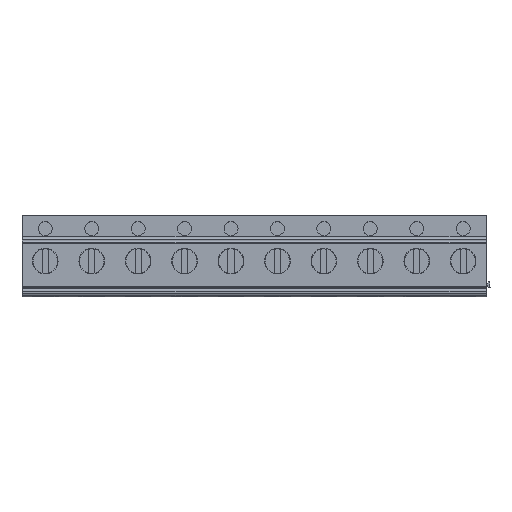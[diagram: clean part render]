
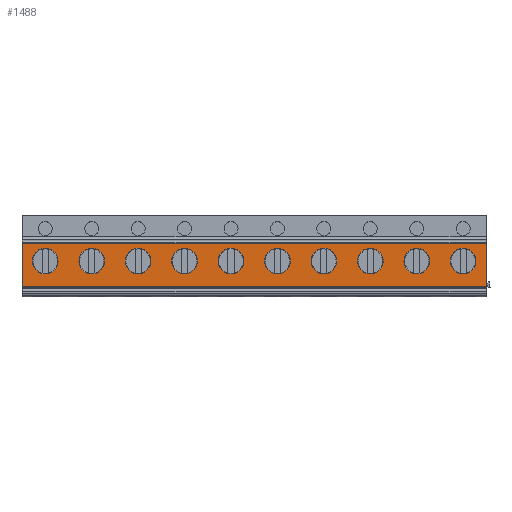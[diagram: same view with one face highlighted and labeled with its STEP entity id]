
A CAD part, top view. The second image highlights one B-rep face of the part: STEP entity #1488.
In plain terms, the highlighted planar face has unit normal (0, 0, 1).
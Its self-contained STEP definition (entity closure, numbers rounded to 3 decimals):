
#1288=AXIS2_PLACEMENT_3D('Plane Axis2P3D',#1285,#1286,#1287) ;
#1310=AXIS2_PLACEMENT_3D('Circle Axis2P3D',#1308,#1309,$) ;
#1319=AXIS2_PLACEMENT_3D('Circle Axis2P3D',#1317,#1318,$) ;
#1328=AXIS2_PLACEMENT_3D('Circle Axis2P3D',#1326,#1327,$) ;
#1337=AXIS2_PLACEMENT_3D('Circle Axis2P3D',#1335,#1336,$) ;
#1346=AXIS2_PLACEMENT_3D('Circle Axis2P3D',#1344,#1345,$) ;
#1355=AXIS2_PLACEMENT_3D('Circle Axis2P3D',#1353,#1354,$) ;
#1364=AXIS2_PLACEMENT_3D('Circle Axis2P3D',#1362,#1363,$) ;
#1373=AXIS2_PLACEMENT_3D('Circle Axis2P3D',#1371,#1372,$) ;
#1382=AXIS2_PLACEMENT_3D('Circle Axis2P3D',#1380,#1381,$) ;
#1391=AXIS2_PLACEMENT_3D('Circle Axis2P3D',#1389,#1390,$) ;
#1400=AXIS2_PLACEMENT_3D('Circle Axis2P3D',#1398,#1399,$) ;
#1409=AXIS2_PLACEMENT_3D('Circle Axis2P3D',#1407,#1408,$) ;
#1418=AXIS2_PLACEMENT_3D('Circle Axis2P3D',#1416,#1417,$) ;
#1427=AXIS2_PLACEMENT_3D('Circle Axis2P3D',#1425,#1426,$) ;
#1436=AXIS2_PLACEMENT_3D('Circle Axis2P3D',#1434,#1435,$) ;
#1445=AXIS2_PLACEMENT_3D('Circle Axis2P3D',#1443,#1444,$) ;
#1454=AXIS2_PLACEMENT_3D('Circle Axis2P3D',#1452,#1453,$) ;
#1463=AXIS2_PLACEMENT_3D('Circle Axis2P3D',#1461,#1462,$) ;
#1472=AXIS2_PLACEMENT_3D('Circle Axis2P3D',#1470,#1471,$) ;
#1481=AXIS2_PLACEMENT_3D('Circle Axis2P3D',#1479,#1480,$) ;
#798=CARTESIAN_POINT('Vertex',(0.,1.648,20.2)) ;
#801=CARTESIAN_POINT('Line Origine',(0.,5.182,20.2)) ;
#805=CARTESIAN_POINT('Vertex',(0.,8.716,20.2)) ;
#1265=CARTESIAN_POINT('Line Origine',(38.1,8.716,20.2)) ;
#1269=CARTESIAN_POINT('Vertex',(76.2,8.716,20.2)) ;
#1285=CARTESIAN_POINT('Axis2P3D Location',(30.48,8.716,20.2)) ;
#1290=CARTESIAN_POINT('Line Origine',(38.1,1.648,20.2)) ;
#1294=CARTESIAN_POINT('Vertex',(76.2,1.648,20.2)) ;
#1297=CARTESIAN_POINT('Line Origine',(76.2,5.182,20.2)) ;
#1308=CARTESIAN_POINT('Axis2P3D Location',(11.44,5.85,20.2)) ;
#1312=CARTESIAN_POINT('Vertex',(11.44,3.75,20.2)) ;
#1314=CARTESIAN_POINT('Vertex',(11.44,7.95,20.2)) ;
#1317=CARTESIAN_POINT('Axis2P3D Location',(11.44,5.85,20.2)) ;
#1326=CARTESIAN_POINT('Axis2P3D Location',(64.78,5.85,20.2)) ;
#1330=CARTESIAN_POINT('Vertex',(64.78,7.95,20.2)) ;
#1332=CARTESIAN_POINT('Vertex',(64.78,3.75,20.2)) ;
#1335=CARTESIAN_POINT('Axis2P3D Location',(64.78,5.85,20.2)) ;
#1344=CARTESIAN_POINT('Axis2P3D Location',(72.4,5.85,20.2)) ;
#1348=CARTESIAN_POINT('Vertex',(72.4,3.75,20.2)) ;
#1350=CARTESIAN_POINT('Vertex',(72.4,7.95,20.2)) ;
#1353=CARTESIAN_POINT('Axis2P3D Location',(72.4,5.85,20.2)) ;
#1362=CARTESIAN_POINT('Axis2P3D Location',(3.82,5.85,20.2)) ;
#1366=CARTESIAN_POINT('Vertex',(3.82,7.95,20.2)) ;
#1368=CARTESIAN_POINT('Vertex',(3.82,3.75,20.2)) ;
#1371=CARTESIAN_POINT('Axis2P3D Location',(3.82,5.85,20.2)) ;
#1380=CARTESIAN_POINT('Axis2P3D Location',(26.68,5.85,20.2)) ;
#1384=CARTESIAN_POINT('Vertex',(26.68,7.95,20.2)) ;
#1386=CARTESIAN_POINT('Vertex',(26.68,3.75,20.2)) ;
#1389=CARTESIAN_POINT('Axis2P3D Location',(26.68,5.85,20.2)) ;
#1398=CARTESIAN_POINT('Axis2P3D Location',(34.3,5.85,20.2)) ;
#1402=CARTESIAN_POINT('Vertex',(34.3,3.75,20.2)) ;
#1404=CARTESIAN_POINT('Vertex',(34.3,7.95,20.2)) ;
#1407=CARTESIAN_POINT('Axis2P3D Location',(34.3,5.85,20.2)) ;
#1416=CARTESIAN_POINT('Axis2P3D Location',(49.54,5.85,20.2)) ;
#1420=CARTESIAN_POINT('Vertex',(49.54,3.75,20.2)) ;
#1422=CARTESIAN_POINT('Vertex',(49.54,7.95,20.2)) ;
#1425=CARTESIAN_POINT('Axis2P3D Location',(49.54,5.85,20.2)) ;
#1434=CARTESIAN_POINT('Axis2P3D Location',(19.06,5.85,20.2)) ;
#1438=CARTESIAN_POINT('Vertex',(19.06,7.95,20.2)) ;
#1440=CARTESIAN_POINT('Vertex',(19.06,3.75,20.2)) ;
#1443=CARTESIAN_POINT('Axis2P3D Location',(19.06,5.85,20.2)) ;
#1452=CARTESIAN_POINT('Axis2P3D Location',(41.92,5.85,20.2)) ;
#1456=CARTESIAN_POINT('Vertex',(41.92,3.75,20.2)) ;
#1458=CARTESIAN_POINT('Vertex',(41.92,7.95,20.2)) ;
#1461=CARTESIAN_POINT('Axis2P3D Location',(41.92,5.85,20.2)) ;
#1470=CARTESIAN_POINT('Axis2P3D Location',(57.16,5.85,20.2)) ;
#1474=CARTESIAN_POINT('Vertex',(57.16,7.95,20.2)) ;
#1476=CARTESIAN_POINT('Vertex',(57.16,3.75,20.2)) ;
#1479=CARTESIAN_POINT('Axis2P3D Location',(57.16,5.85,20.2)) ;
#802=DIRECTION('Vector Direction',(0.,-1.,0.)) ;
#1266=DIRECTION('Vector Direction',(1.,0.,0.)) ;
#1286=DIRECTION('Axis2P3D Direction',(-0.,0.,1.)) ;
#1287=DIRECTION('Axis2P3D XDirection',(0.,-1.,0.)) ;
#1291=DIRECTION('Vector Direction',(1.,0.,0.)) ;
#1298=DIRECTION('Vector Direction',(0.,-1.,0.)) ;
#1309=DIRECTION('Axis2P3D Direction',(-0.,0.,1.)) ;
#1318=DIRECTION('Axis2P3D Direction',(-0.,0.,1.)) ;
#1327=DIRECTION('Axis2P3D Direction',(-0.,0.,1.)) ;
#1336=DIRECTION('Axis2P3D Direction',(-0.,0.,1.)) ;
#1345=DIRECTION('Axis2P3D Direction',(-0.,0.,1.)) ;
#1354=DIRECTION('Axis2P3D Direction',(-0.,0.,1.)) ;
#1363=DIRECTION('Axis2P3D Direction',(-0.,0.,1.)) ;
#1372=DIRECTION('Axis2P3D Direction',(-0.,0.,1.)) ;
#1381=DIRECTION('Axis2P3D Direction',(-0.,0.,1.)) ;
#1390=DIRECTION('Axis2P3D Direction',(-0.,0.,1.)) ;
#1399=DIRECTION('Axis2P3D Direction',(-0.,0.,1.)) ;
#1408=DIRECTION('Axis2P3D Direction',(-0.,0.,1.)) ;
#1417=DIRECTION('Axis2P3D Direction',(-0.,0.,1.)) ;
#1426=DIRECTION('Axis2P3D Direction',(-0.,0.,1.)) ;
#1435=DIRECTION('Axis2P3D Direction',(-0.,0.,1.)) ;
#1444=DIRECTION('Axis2P3D Direction',(-0.,0.,1.)) ;
#1453=DIRECTION('Axis2P3D Direction',(-0.,0.,1.)) ;
#1462=DIRECTION('Axis2P3D Direction',(-0.,0.,1.)) ;
#1471=DIRECTION('Axis2P3D Direction',(-0.,0.,1.)) ;
#1480=DIRECTION('Axis2P3D Direction',(-0.,0.,1.)) ;
#803=VECTOR('Line Direction',#802,1.) ;
#1267=VECTOR('Line Direction',#1266,1.) ;
#1292=VECTOR('Line Direction',#1291,1.) ;
#1299=VECTOR('Line Direction',#1298,1.) ;
#1303=ORIENTED_EDGE('',*,*,#1296,.T.) ;
#1304=ORIENTED_EDGE('',*,*,#1301,.T.) ;
#1305=ORIENTED_EDGE('',*,*,#1271,.F.) ;
#1306=ORIENTED_EDGE('',*,*,#807,.F.) ;
#1323=ORIENTED_EDGE('',*,*,#1316,.F.) ;
#1324=ORIENTED_EDGE('',*,*,#1321,.F.) ;
#1341=ORIENTED_EDGE('',*,*,#1334,.F.) ;
#1342=ORIENTED_EDGE('',*,*,#1339,.F.) ;
#1359=ORIENTED_EDGE('',*,*,#1352,.F.) ;
#1360=ORIENTED_EDGE('',*,*,#1357,.F.) ;
#1377=ORIENTED_EDGE('',*,*,#1370,.F.) ;
#1378=ORIENTED_EDGE('',*,*,#1375,.F.) ;
#1395=ORIENTED_EDGE('',*,*,#1388,.F.) ;
#1396=ORIENTED_EDGE('',*,*,#1393,.F.) ;
#1413=ORIENTED_EDGE('',*,*,#1406,.F.) ;
#1414=ORIENTED_EDGE('',*,*,#1411,.F.) ;
#1431=ORIENTED_EDGE('',*,*,#1424,.F.) ;
#1432=ORIENTED_EDGE('',*,*,#1429,.F.) ;
#1449=ORIENTED_EDGE('',*,*,#1442,.F.) ;
#1450=ORIENTED_EDGE('',*,*,#1447,.F.) ;
#1467=ORIENTED_EDGE('',*,*,#1460,.F.) ;
#1468=ORIENTED_EDGE('',*,*,#1465,.F.) ;
#1485=ORIENTED_EDGE('',*,*,#1478,.F.) ;
#1486=ORIENTED_EDGE('',*,*,#1483,.F.) ;
#1325=FACE_BOUND('',#1322,.T.) ;
#1343=FACE_BOUND('',#1340,.T.) ;
#1361=FACE_BOUND('',#1358,.T.) ;
#1379=FACE_BOUND('',#1376,.T.) ;
#1397=FACE_BOUND('',#1394,.T.) ;
#1415=FACE_BOUND('',#1412,.T.) ;
#1433=FACE_BOUND('',#1430,.T.) ;
#1451=FACE_BOUND('',#1448,.T.) ;
#1469=FACE_BOUND('',#1466,.T.) ;
#1487=FACE_BOUND('',#1484,.T.) ;
#1488=ADVANCED_FACE('HOUSING',(#1307,#1325,#1343,#1361,#1379,#1397,#1415,#1433,#1451,#1469,#1487),#1289,.T.) ;
#1311=CIRCLE('generated circle',#1310,2.1) ;
#1320=CIRCLE('generated circle',#1319,2.1) ;
#1329=CIRCLE('generated circle',#1328,2.1) ;
#1338=CIRCLE('generated circle',#1337,2.1) ;
#1347=CIRCLE('generated circle',#1346,2.1) ;
#1356=CIRCLE('generated circle',#1355,2.1) ;
#1365=CIRCLE('generated circle',#1364,2.1) ;
#1374=CIRCLE('generated circle',#1373,2.1) ;
#1383=CIRCLE('generated circle',#1382,2.1) ;
#1392=CIRCLE('generated circle',#1391,2.1) ;
#1401=CIRCLE('generated circle',#1400,2.1) ;
#1410=CIRCLE('generated circle',#1409,2.1) ;
#1419=CIRCLE('generated circle',#1418,2.1) ;
#1428=CIRCLE('generated circle',#1427,2.1) ;
#1437=CIRCLE('generated circle',#1436,2.1) ;
#1446=CIRCLE('generated circle',#1445,2.1) ;
#1455=CIRCLE('generated circle',#1454,2.1) ;
#1464=CIRCLE('generated circle',#1463,2.1) ;
#1473=CIRCLE('generated circle',#1472,2.1) ;
#1482=CIRCLE('generated circle',#1481,2.1) ;
#807=EDGE_CURVE('',#799,#806,#804,.F.) ;
#1271=EDGE_CURVE('',#806,#1270,#1268,.T.) ;
#1296=EDGE_CURVE('',#799,#1295,#1293,.T.) ;
#1301=EDGE_CURVE('',#1295,#1270,#1300,.F.) ;
#1316=EDGE_CURVE('',#1313,#1315,#1311,.T.) ;
#1321=EDGE_CURVE('',#1315,#1313,#1320,.T.) ;
#1334=EDGE_CURVE('',#1331,#1333,#1329,.T.) ;
#1339=EDGE_CURVE('',#1333,#1331,#1338,.T.) ;
#1352=EDGE_CURVE('',#1349,#1351,#1347,.T.) ;
#1357=EDGE_CURVE('',#1351,#1349,#1356,.T.) ;
#1370=EDGE_CURVE('',#1367,#1369,#1365,.T.) ;
#1375=EDGE_CURVE('',#1369,#1367,#1374,.T.) ;
#1388=EDGE_CURVE('',#1385,#1387,#1383,.T.) ;
#1393=EDGE_CURVE('',#1387,#1385,#1392,.T.) ;
#1406=EDGE_CURVE('',#1403,#1405,#1401,.T.) ;
#1411=EDGE_CURVE('',#1405,#1403,#1410,.T.) ;
#1424=EDGE_CURVE('',#1421,#1423,#1419,.T.) ;
#1429=EDGE_CURVE('',#1423,#1421,#1428,.T.) ;
#1442=EDGE_CURVE('',#1439,#1441,#1437,.T.) ;
#1447=EDGE_CURVE('',#1441,#1439,#1446,.T.) ;
#1460=EDGE_CURVE('',#1457,#1459,#1455,.T.) ;
#1465=EDGE_CURVE('',#1459,#1457,#1464,.T.) ;
#1478=EDGE_CURVE('',#1475,#1477,#1473,.T.) ;
#1483=EDGE_CURVE('',#1477,#1475,#1482,.T.) ;
#1302=EDGE_LOOP('',(#1303,#1304,#1305,#1306)) ;
#1322=EDGE_LOOP('',(#1323,#1324)) ;
#1340=EDGE_LOOP('',(#1341,#1342)) ;
#1358=EDGE_LOOP('',(#1359,#1360)) ;
#1376=EDGE_LOOP('',(#1377,#1378)) ;
#1394=EDGE_LOOP('',(#1395,#1396)) ;
#1412=EDGE_LOOP('',(#1413,#1414)) ;
#1430=EDGE_LOOP('',(#1431,#1432)) ;
#1448=EDGE_LOOP('',(#1449,#1450)) ;
#1466=EDGE_LOOP('',(#1467,#1468)) ;
#1484=EDGE_LOOP('',(#1485,#1486)) ;
#1307=FACE_OUTER_BOUND('',#1302,.T.) ;
#804=LINE('Line',#801,#803) ;
#1268=LINE('Line',#1265,#1267) ;
#1293=LINE('Line',#1290,#1292) ;
#1300=LINE('Line',#1297,#1299) ;
#1289=PLANE('',#1288) ;
#799=VERTEX_POINT('',#798) ;
#806=VERTEX_POINT('',#805) ;
#1270=VERTEX_POINT('',#1269) ;
#1295=VERTEX_POINT('',#1294) ;
#1313=VERTEX_POINT('',#1312) ;
#1315=VERTEX_POINT('',#1314) ;
#1331=VERTEX_POINT('',#1330) ;
#1333=VERTEX_POINT('',#1332) ;
#1349=VERTEX_POINT('',#1348) ;
#1351=VERTEX_POINT('',#1350) ;
#1367=VERTEX_POINT('',#1366) ;
#1369=VERTEX_POINT('',#1368) ;
#1385=VERTEX_POINT('',#1384) ;
#1387=VERTEX_POINT('',#1386) ;
#1403=VERTEX_POINT('',#1402) ;
#1405=VERTEX_POINT('',#1404) ;
#1421=VERTEX_POINT('',#1420) ;
#1423=VERTEX_POINT('',#1422) ;
#1439=VERTEX_POINT('',#1438) ;
#1441=VERTEX_POINT('',#1440) ;
#1457=VERTEX_POINT('',#1456) ;
#1459=VERTEX_POINT('',#1458) ;
#1475=VERTEX_POINT('',#1474) ;
#1477=VERTEX_POINT('',#1476) ;
